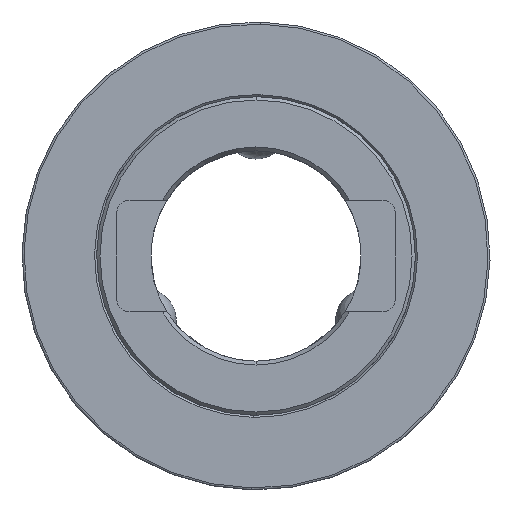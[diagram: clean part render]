
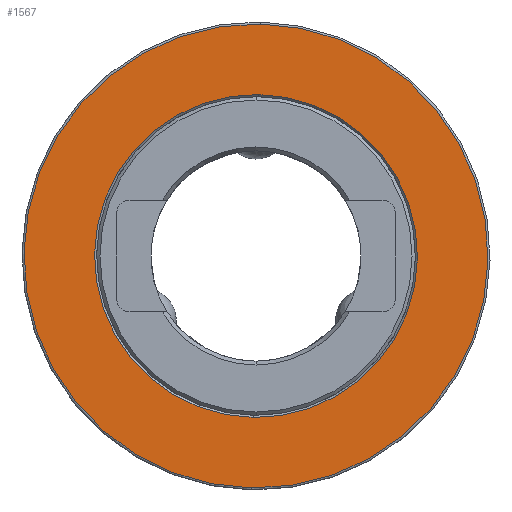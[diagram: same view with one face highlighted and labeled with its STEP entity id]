
A CAD part, front view. The second image highlights one B-rep face of the part: STEP entity #1567.
In plain terms, the highlighted planar face has unit normal (0, -1, 0).
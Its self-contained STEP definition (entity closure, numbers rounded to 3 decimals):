
#6 = EDGE_CURVE ( 'NONE', #2964, #5858, #3854, .T. ) ;
#259 = DIRECTION ( 'NONE',  ( 0., 1., 0. ) ) ;
#311 = DIRECTION ( 'NONE',  ( 0., 0., 1. ) ) ;
#379 = CARTESIAN_POINT ( 'NONE',  ( 0., 0., -34.2 ) ) ;
#401 = EDGE_LOOP ( 'NONE', ( #1719, #4148 ) ) ;
#762 = DIRECTION ( 'NONE',  ( 0., 1., 0. ) ) ;
#837 = CARTESIAN_POINT ( 'NONE',  ( 0., 0., 0. ) ) ;
#886 = CIRCLE ( 'NONE', #943, 34.2 ) ;
#943 = AXIS2_PLACEMENT_3D ( 'NONE', #3911, #3453, #5209 ) ;
#1065 = ORIENTED_EDGE ( 'NONE', *, *, #6, .T. ) ;
#1284 = DIRECTION ( 'NONE',  ( 0., 0., 1. ) ) ;
#1309 = ORIENTED_EDGE ( 'NONE', *, *, #2080, .T. ) ;
#1372 = CARTESIAN_POINT ( 'NONE',  ( 0., 0., -23.8 ) ) ;
#1567 = ADVANCED_FACE ( 'NONE', ( #5828, #3452 ), #4453, .F. ) ;
#1719 = ORIENTED_EDGE ( 'NONE', *, *, #4972, .T. ) ;
#1724 = VERTEX_POINT ( 'NONE', #2971 ) ;
#1777 = EDGE_LOOP ( 'NONE', ( #1309, #1065 ) ) ;
#2066 = DIRECTION ( 'NONE',  ( 0., 0., 1. ) ) ;
#2070 = CARTESIAN_POINT ( 'NONE',  ( 0., 0., 0. ) ) ;
#2080 = EDGE_CURVE ( 'NONE', #5858, #2964, #886, .T. ) ;
#2273 = EDGE_CURVE ( 'NONE', #1724, #5369, #2408, .T. ) ;
#2408 = CIRCLE ( 'NONE', #3424, 23.8 ) ;
#2493 = DIRECTION ( 'NONE',  ( 0., -1., 0. ) ) ;
#2652 = CIRCLE ( 'NONE', #4785, 23.8 ) ;
#2964 = VERTEX_POINT ( 'NONE', #379 ) ;
#2971 = CARTESIAN_POINT ( 'NONE',  ( 0., 0., 23.8 ) ) ;
#3424 = AXIS2_PLACEMENT_3D ( 'NONE', #4926, #5750, #311 ) ;
#3452 = FACE_OUTER_BOUND ( 'NONE', #1777, .T. ) ;
#3453 = DIRECTION ( 'NONE',  ( 0., -1., 0. ) ) ;
#3527 = AXIS2_PLACEMENT_3D ( 'NONE', #3853, #2493, #2066 ) ;
#3853 = CARTESIAN_POINT ( 'NONE',  ( 0., 0., 0. ) ) ;
#3854 = CIRCLE ( 'NONE', #3527, 34.2 ) ;
#3911 = CARTESIAN_POINT ( 'NONE',  ( 0., 0., 0. ) ) ;
#4063 = AXIS2_PLACEMENT_3D ( 'NONE', #837, #762, #1284 ) ;
#4148 = ORIENTED_EDGE ( 'NONE', *, *, #2273, .T. ) ;
#4453 = PLANE ( 'NONE',  #4063 ) ;
#4688 = CARTESIAN_POINT ( 'NONE',  ( 0., 0., 34.2 ) ) ;
#4785 = AXIS2_PLACEMENT_3D ( 'NONE', #2070, #259, #5698 ) ;
#4926 = CARTESIAN_POINT ( 'NONE',  ( 0., 0., 0. ) ) ;
#4972 = EDGE_CURVE ( 'NONE', #5369, #1724, #2652, .T. ) ;
#5209 = DIRECTION ( 'NONE',  ( 0., 0., 1. ) ) ;
#5369 = VERTEX_POINT ( 'NONE', #1372 ) ;
#5698 = DIRECTION ( 'NONE',  ( 0., 0., 1. ) ) ;
#5750 = DIRECTION ( 'NONE',  ( 0., 1., 0. ) ) ;
#5828 = FACE_BOUND ( 'NONE', #401, .T. ) ;
#5858 = VERTEX_POINT ( 'NONE', #4688 ) ;
